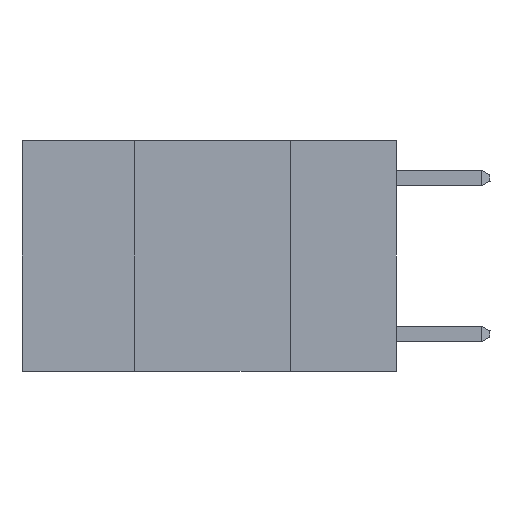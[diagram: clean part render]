
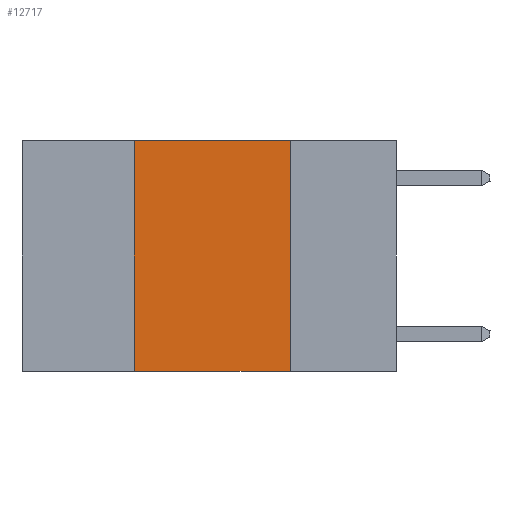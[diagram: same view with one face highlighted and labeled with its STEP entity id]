
A CAD part, left-side view. The second image highlights one B-rep face of the part: STEP entity #12717.
In plain terms, the highlighted planar face has unit normal (-1, 0, 0).
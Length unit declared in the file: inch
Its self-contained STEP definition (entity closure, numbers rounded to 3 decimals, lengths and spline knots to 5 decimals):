
#454 = EDGE_LOOP ( 'NONE', ( #3452, #3314, #3955, #3842 ) ) ;
#2008 = LINE ( 'NONE', #12692, #6319 ) ;
#3314 = ORIENTED_EDGE ( 'NONE', *, *, #16442, .F. ) ;
#3452 = ORIENTED_EDGE ( 'NONE', *, *, #17267, .F. ) ;
#3797 = CARTESIAN_POINT ( 'NONE',  ( 0., 0.6, -0.37 ) ) ;
#3842 = ORIENTED_EDGE ( 'NONE', *, *, #4625, .T. ) ;
#3955 = ORIENTED_EDGE ( 'NONE', *, *, #11252, .F. ) ;
#4625 = EDGE_CURVE ( 'NONE', #17942, #17754, #12153, .T. ) ;
#5848 = CARTESIAN_POINT ( 'NONE',  ( 0., 0.17, -0.37 ) ) ;
#6208 = FACE_OUTER_BOUND ( 'NONE', #454, .T. ) ;
#6319 = VECTOR ( 'NONE', #23381, 39.37008 ) ;
#7525 = DIRECTION ( 'NONE',  ( 0., -1., 0. ) ) ;
#8199 = CARTESIAN_POINT ( 'NONE',  ( 0., 0.6, 0. ) ) ;
#9244 = CARTESIAN_POINT ( 'NONE',  ( 0., 0.17, 0. ) ) ;
#10122 = CARTESIAN_POINT ( 'NONE',  ( 0., 0.42, -0.37 ) ) ;
#10634 = CARTESIAN_POINT ( 'NONE',  ( 0., 0.6, 0. ) ) ;
#10795 = VERTEX_POINT ( 'NONE', #14713 ) ;
#10870 = DIRECTION ( 'NONE',  ( 0., 0., 1. ) ) ;
#11252 = EDGE_CURVE ( 'NONE', #17942, #10795, #20089, .T. ) ;
#11898 = DIRECTION ( 'NONE',  ( 0., 0., -1. ) ) ;
#12153 = LINE ( 'NONE', #3797, #21123 ) ;
#12692 = CARTESIAN_POINT ( 'NONE',  ( 0., 0.17, 0. ) ) ;
#12717 = ADVANCED_FACE ( 'NONE', ( #6208 ), #20834, .F. ) ;
#14460 = VERTEX_POINT ( 'NONE', #9244 ) ;
#14713 = CARTESIAN_POINT ( 'NONE',  ( 0., 0.42, 0. ) ) ;
#16442 = EDGE_CURVE ( 'NONE', #10795, #14460, #22686, .T. ) ;
#17267 = EDGE_CURVE ( 'NONE', #14460, #17754, #2008, .T. ) ;
#17754 = VERTEX_POINT ( 'NONE', #5848 ) ;
#17942 = VERTEX_POINT ( 'NONE', #10122 ) ;
#19523 = VECTOR ( 'NONE', #10870, 39.37008 ) ;
#20089 = LINE ( 'NONE', #23339, #19523 ) ;
#20834 = PLANE ( 'NONE',  #22628 ) ;
#21123 = VECTOR ( 'NONE', #7525, 39.37008 ) ;
#21341 = DIRECTION ( 'NONE',  ( 0., -1., 0. ) ) ;
#22588 = DIRECTION ( 'NONE',  ( 1., 0., 0. ) ) ;
#22628 = AXIS2_PLACEMENT_3D ( 'NONE', #8199, #22588, #11898 ) ;
#22686 = LINE ( 'NONE', #10634, #23246 ) ;
#23246 = VECTOR ( 'NONE', #21341, 39.37008 ) ;
#23339 = CARTESIAN_POINT ( 'NONE',  ( 0., 0.42, 0. ) ) ;
#23381 = DIRECTION ( 'NONE',  ( 0., 0., -1. ) ) ;
